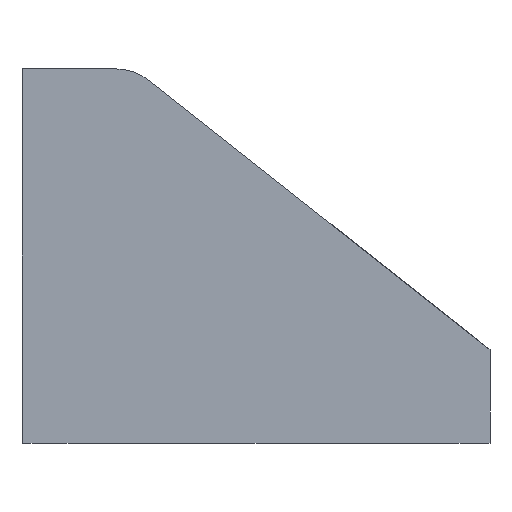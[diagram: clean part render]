
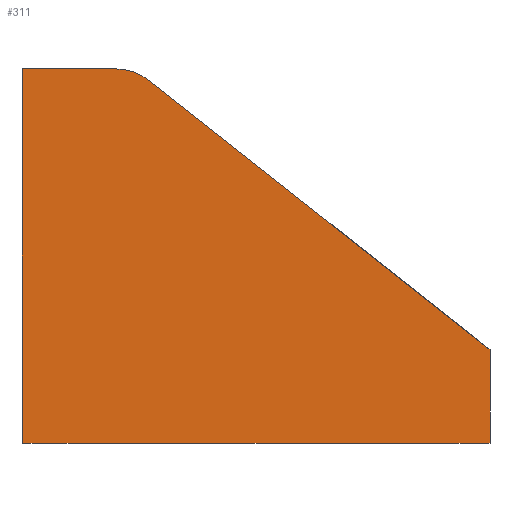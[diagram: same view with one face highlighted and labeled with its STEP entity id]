
A CAD part, left-side view. The second image highlights one B-rep face of the part: STEP entity #311.
In plain terms, the highlighted planar face has unit normal (-1, 0, 0).
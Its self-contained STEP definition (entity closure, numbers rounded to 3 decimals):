
#28=PLANE('',#357);
#46=FACE_OUTER_BOUND('',#67,.T.);
#67=EDGE_LOOP('',(#275,#276,#277,#278,#279,#280));
#77=CIRCLE('',#342,3.);
#98=LINE('',#504,#125);
#103=LINE('',#523,#130);
#106=LINE('',#531,#133);
#107=LINE('',#534,#134);
#109=LINE('',#537,#136);
#125=VECTOR('',#410,10.);
#130=VECTOR('',#433,10.);
#133=VECTOR('',#442,10.);
#134=VECTOR('',#445,10.);
#136=VECTOR('',#449,10.);
#154=VERTEX_POINT('',#497);
#155=VERTEX_POINT('',#499);
#156=VERTEX_POINT('',#503);
#161=VERTEX_POINT('',#521);
#163=VERTEX_POINT('',#529);
#164=VERTEX_POINT('',#533);
#187=EDGE_CURVE('',#154,#155,#77,.T.);
#189=EDGE_CURVE('',#156,#155,#98,.T.);
#198=EDGE_CURVE('',#161,#154,#103,.T.);
#202=EDGE_CURVE('',#163,#161,#106,.T.);
#203=EDGE_CURVE('',#164,#156,#107,.T.);
#205=EDGE_CURVE('',#163,#164,#109,.T.);
#275=ORIENTED_EDGE('',*,*,#187,.F.);
#276=ORIENTED_EDGE('',*,*,#198,.F.);
#277=ORIENTED_EDGE('',*,*,#202,.F.);
#278=ORIENTED_EDGE('',*,*,#205,.T.);
#279=ORIENTED_EDGE('',*,*,#203,.T.);
#280=ORIENTED_EDGE('',*,*,#189,.T.);
#311=ADVANCED_FACE('',(#46),#28,.T.);
#342=AXIS2_PLACEMENT_3D('',#500,#405,#406);
#357=AXIS2_PLACEMENT_3D('',#536,#447,#448);
#405=DIRECTION('center_axis',(1.,0.,0.));
#406=DIRECTION('ref_axis',(0.,-0.328,0.945));
#410=DIRECTION('',(0.,0.785,0.62));
#433=DIRECTION('',(0.,-1.,0.));
#442=DIRECTION('',(0.,0.,1.));
#445=DIRECTION('',(0.,0.,1.));
#447=DIRECTION('center_axis',(-1.,0.,0.));
#448=DIRECTION('ref_axis',(0.,-1.,0.));
#449=DIRECTION('',(0.,-1.,0.));
#497=CARTESIAN_POINT('',(0.,20.041,20.));
#499=CARTESIAN_POINT('',(0.,18.183,19.355));
#500=CARTESIAN_POINT('Origin',(0.,20.041,17.));
#503=CARTESIAN_POINT('',(0.,0.,5.));
#504=CARTESIAN_POINT('',(0.,0.,5.));
#521=CARTESIAN_POINT('',(0.,25.,20.));
#523=CARTESIAN_POINT('',(0.,19.,20.));
#529=CARTESIAN_POINT('',(0.,25.,0.));
#531=CARTESIAN_POINT('',(0.,25.,0.));
#533=CARTESIAN_POINT('',(0.,0.,0.));
#534=CARTESIAN_POINT('',(0.,0.,0.));
#536=CARTESIAN_POINT('Origin',(0.,25.,0.));
#537=CARTESIAN_POINT('',(0.,25.,0.));
